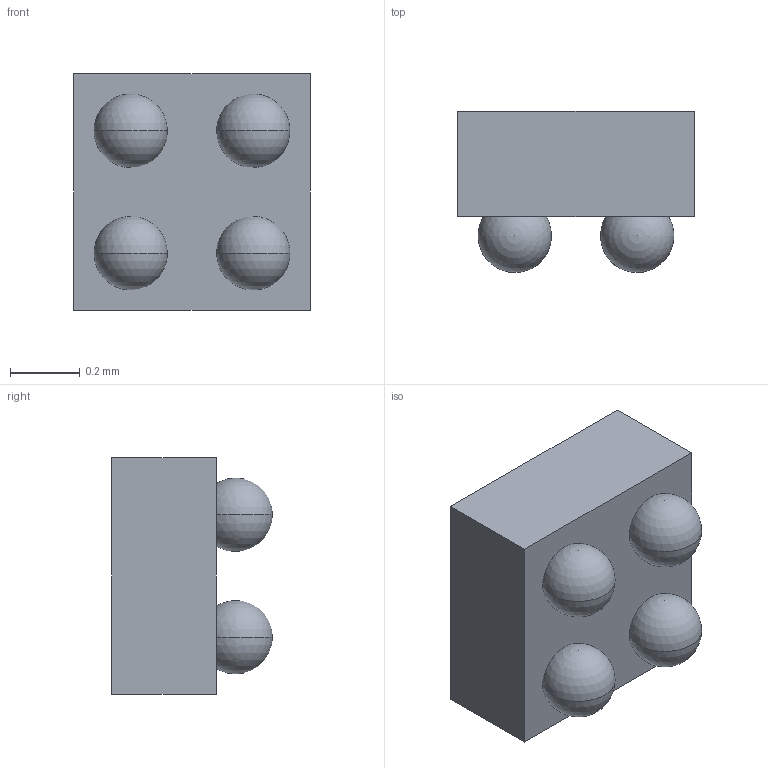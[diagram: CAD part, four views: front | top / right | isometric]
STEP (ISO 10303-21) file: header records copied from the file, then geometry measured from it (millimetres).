
FILE_DESCRIPTION (( 'STEP AP214' ), '1' );
FILE_NAME ('DSBGA-4_0.675x0.675mm_P0.35mm.step', '2020-12-07T12:10:42+00:00', 'Stefan Hamminga', '', '', '', '');
FILE_SCHEMA (( 'AUTOMOTIVE_DESIGN' ));
Length unit declared in the file: millimetre
Products named in the file (1): DSBGA-4_0.675x0.675mm_P0.35mm
Bounding box: 0.68 x 0.46 x 0.68 mm (x, y, z)
Volume: 0.2 mm3; surface area: 2 mm2
Topology: 1 solids, 1 shells, 15 faces, 52 edges, 36 vertices
Faces by surface type: sphere 8, plane 7
Entity records: 537 total; most frequent: DIRECTION 80, CARTESIAN_POINT 72, ORIENTED_EDGE 64, AXIS2_PLACEMENT_3D 32, EDGE_CURVE 32, VERTEX_POINT 24, EDGE_LOOP 20, LINE 16
